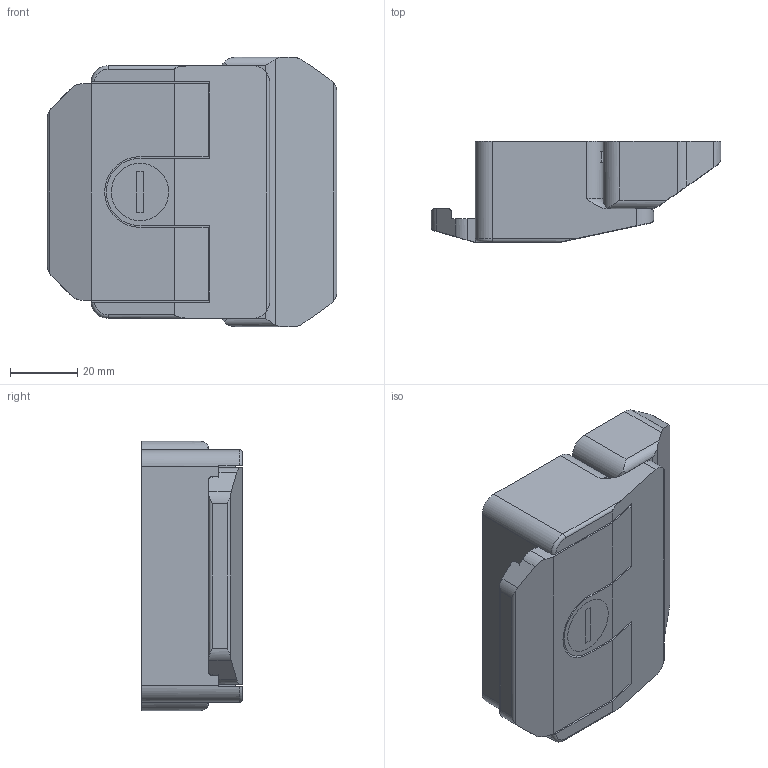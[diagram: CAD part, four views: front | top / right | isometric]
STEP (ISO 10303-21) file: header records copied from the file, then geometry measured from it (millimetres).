
FILE_DESCRIPTION (( 'STEP AP214' ), '1' );
FILE_NAME ('Transept Giltec-BSER.STEP', '2014-03-31T11:31:56', ( 'Windows User' ), ( '' ), 'SwSTEP 2.0', 'SolidWorks 2014', '' );
FILE_SCHEMA (( 'AUTOMOTIVE_DESIGN' ));
Length unit declared in the file: millimetre
Products named in the file (1): Transept Giltec-BSER
Bounding box: 86.1 x 30 x 80 mm (x, y, z)
Volume: 107305.5 mm3; surface area: 34908 mm2
Topology: 3 solids, 3 shells, 164 faces, 469 edges, 316 vertices
Faces by surface type: plane 115, cylinder 45, torus 4
Entity records: 6042 total; most frequent: CARTESIAN_POINT 2005, ORIENTED_EDGE 938, DIRECTION 665, EDGE_CURVE 469, VERTEX_POINT 316, VECTOR 267, LINE 267, AXIS2_PLACEMENT_3D 199
